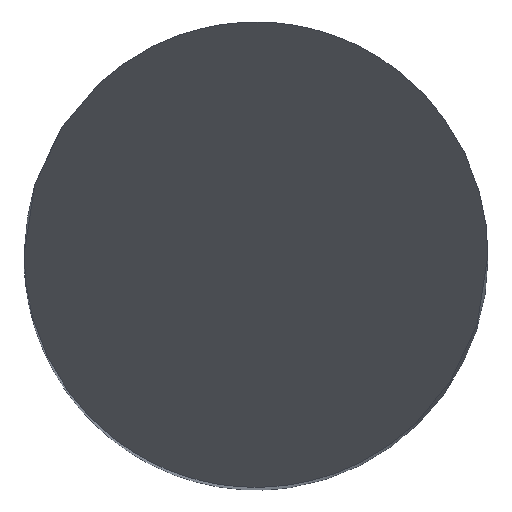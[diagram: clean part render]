
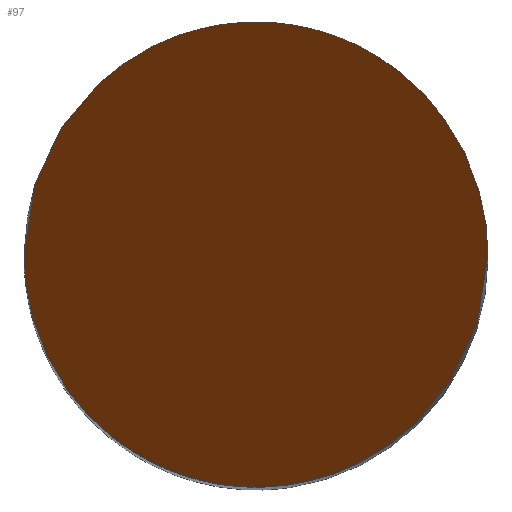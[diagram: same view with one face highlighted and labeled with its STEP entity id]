
A CAD part, top view. The second image highlights one B-rep face of the part: STEP entity #97.
In plain terms, the highlighted planar face has unit normal (0, -0.866, 0.5).
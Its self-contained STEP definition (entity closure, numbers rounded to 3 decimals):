
#97=ADVANCED_FACE('',(#138),#116,.F.);
#116=PLANE('',#632);
#138=FACE_OUTER_BOUND('',#170,.T.);
#170=EDGE_LOOP('',(#303,#304));
#303=ORIENTED_EDGE('',*,*,#469,.F.);
#304=ORIENTED_EDGE('',*,*,#484,.F.);
#410=VERTEX_POINT('',#1243);
#411=VERTEX_POINT('',#1244);
#469=EDGE_CURVE('',#410,#411,#574,.T.);
#484=EDGE_CURVE('',#411,#410,#578,.T.);
#574=(
BOUNDED_CURVE()
B_SPLINE_CURVE(3,(#1239,#1240,#1241,#1242),.UNSPECIFIED.,.F.,.F.)
B_SPLINE_CURVE_WITH_KNOTS((4,4),(0.,1.),.UNSPECIFIED.)
CURVE()
GEOMETRIC_REPRESENTATION_ITEM()
RATIONAL_B_SPLINE_CURVE((1.,0.333,0.333,1.))
REPRESENTATION_ITEM('')
);
#578=(
BOUNDED_CURVE()
B_SPLINE_CURVE(3,(#1302,#1303,#1304,#1305),.UNSPECIFIED.,.F.,.F.)
B_SPLINE_CURVE_WITH_KNOTS((4,4),(0.,1.),.UNSPECIFIED.)
CURVE()
GEOMETRIC_REPRESENTATION_ITEM()
RATIONAL_B_SPLINE_CURVE((1.,0.333,0.333,1.))
REPRESENTATION_ITEM('')
);
#632=AXIS2_PLACEMENT_3D('',#1336,#719,#720);
#719=DIRECTION('',(0.,0.866,-0.5));
#720=DIRECTION('',(0.,-0.5,-0.866));
#1239=CARTESIAN_POINT('',(-2.5,0.,0.));
#1240=CARTESIAN_POINT('',(-2.5,5.,8.66));
#1241=CARTESIAN_POINT('',(2.5,5.,8.66));
#1242=CARTESIAN_POINT('',(2.5,0.,0.));
#1243=CARTESIAN_POINT('',(-2.5,0.,0.));
#1244=CARTESIAN_POINT('',(2.5,0.,0.));
#1302=CARTESIAN_POINT('',(2.5,0.,0.));
#1303=CARTESIAN_POINT('',(2.5,-5.,-8.66));
#1304=CARTESIAN_POINT('',(-2.5,-5.,-8.66));
#1305=CARTESIAN_POINT('',(-2.5,0.,0.));
#1336=CARTESIAN_POINT('',(2.5,2.5,4.33));
